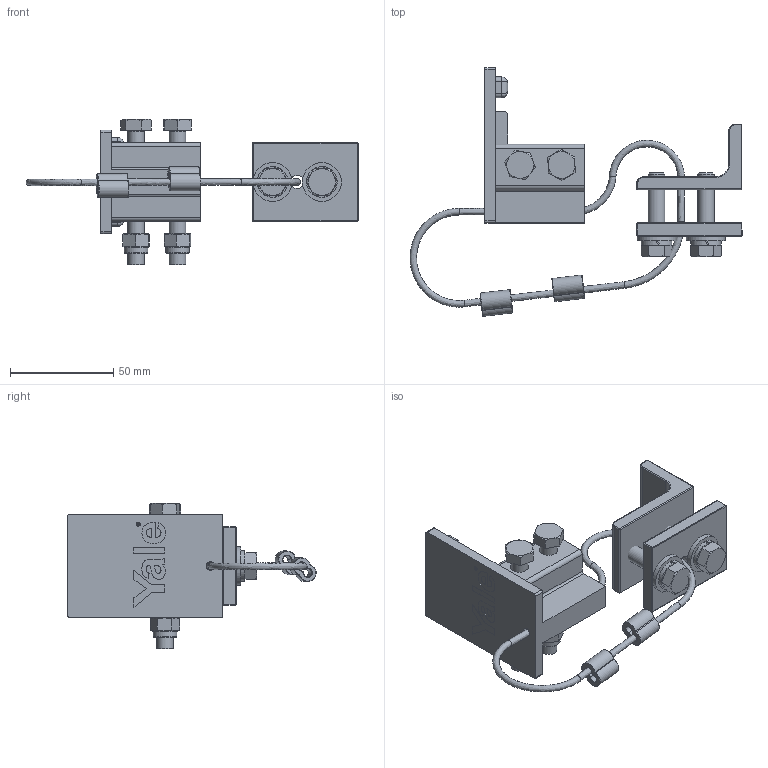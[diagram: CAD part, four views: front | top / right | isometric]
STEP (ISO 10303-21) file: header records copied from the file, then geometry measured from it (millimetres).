
FILE_DESCRIPTION(/* description */ ('ETA-3 DOUBLE END STOP'),/* implementation_level */ '2;1');
FILE_NAME(/* name */ '79585.stp',/* time_stamp */ '2020-12-18T14:24:03-05:00',/* author */ ('mnhhw'),/* organization */ (''),/* preprocessor_version */ 'ST-DEVELOPER v17',/* originating_system */ 'Autodesk Inventor 2019',/* authorisation */ '');
FILE_SCHEMA (('AUTOMOTIVE_DESIGN { 1 0 10303 214 3 1 1 }'));
Length unit declared in the file: inch
Products named in the file (13): 79585; 20133; 85005355; GB£¯T5782Áù½ÇÍ·ÂÝ
Ë¨M8¡Á65; GBT889.1-1ÐÍ·Ç½ðÊôÇ¶¼þ
Áù½ÇËø½ôÂÝÄ¸_M8-8; 20135; 20145; 20146; 51979; 52500; 51708; 65020 FOR 79585; 78020
Assembly tree (18 placements, depth 3):
  79585
    20133
      85005355
      GB£¯T5782Áù½ÇÍ·ÂÝ
Ë¨M8¡Á65  x2
      GBT889.1-1ÐÍ·Ç½ðÊôÇ¶¼þ
Áù½ÇËø½ôÂÝÄ¸_M8-8  x2
    20135
      20145
      20146
      51979  x2
      52500  x2
      51708  x2
    65020 FOR 79585
    78020  x2
Bounding box: 160.4 x 120.09 x 70.3 mm (x, y, z)
Volume: 110465.2 mm3; surface area: 46728.8 mm2
Topology: 16 solids, 16 shells, 724 faces, 1852 edges, 1203 vertices
Faces by surface type: plane 375, bspline 165, cylinder 96, torus 42, cone 32, sphere 14
Full cylindrical faces by diameter (mm): 4 x1, 6.35 x2, 6.655 x2, 6.917 x2, 8 x6, 8.8 x2, 8.9 x2, 8.992 x2, 11.397 x2, 18.8 x2
Entity records: 28810 total; most frequent: CARTESIAN_POINT 13238, ORIENTED_EDGE 3290, DIRECTION 2543, EDGE_CURVE 1645, VERTEX_POINT 1073, LINE 1035, VECTOR 1035, AXIS2_PLACEMENT_3D 754
